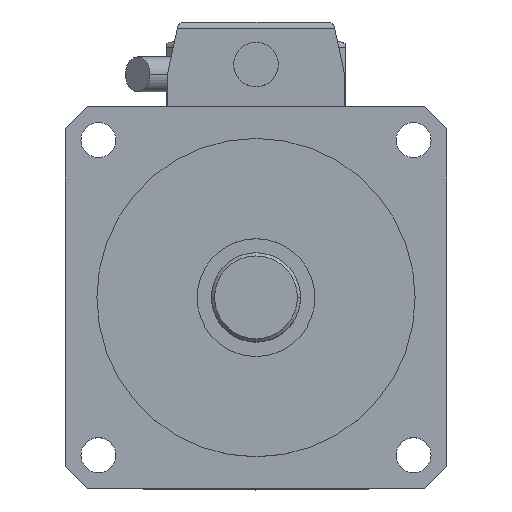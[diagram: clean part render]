
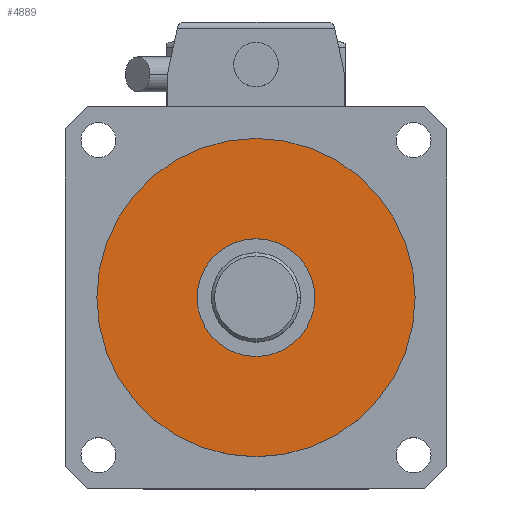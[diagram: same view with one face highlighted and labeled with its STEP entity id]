
A CAD part, top view. The second image highlights one B-rep face of the part: STEP entity #4889.
In plain terms, the highlighted planar face has unit normal (0, 0, 1).
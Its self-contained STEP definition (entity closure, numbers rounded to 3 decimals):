
#259 = VERTEX_POINT ( 'NONE', #10380 ) ;
#302 = CIRCLE ( 'NONE', #7012, 9.25 ) ;
#354 = DIRECTION ( 'NONE',  ( 1., 0., 0. ) ) ;
#975 = VERTEX_POINT ( 'NONE', #2767 ) ;
#1013 = DIRECTION ( 'NONE',  ( 1., 0., 0. ) ) ;
#2041 = CARTESIAN_POINT ( 'NONE',  ( 0., 0., 41.5 ) ) ;
#2235 = VERTEX_POINT ( 'NONE', #6699 ) ;
#2344 = FACE_BOUND ( 'NONE', #2696, .T. ) ;
#2360 = CARTESIAN_POINT ( 'NONE',  ( 0., 0., 41.5 ) ) ;
#2497 = ORIENTED_EDGE ( 'NONE', *, *, #13216, .T. ) ;
#2696 = EDGE_LOOP ( 'NONE', ( #12727, #7369 ) ) ;
#2767 = CARTESIAN_POINT ( 'NONE',  ( 9.25, 0., 41.5 ) ) ;
#2855 = AXIS2_PLACEMENT_3D ( 'NONE', #2360, #10288, #3524 ) ;
#3524 = DIRECTION ( 'NONE',  ( 1., 0., 0. ) ) ;
#3630 = FACE_OUTER_BOUND ( 'NONE', #4095, .T. ) ;
#4095 = EDGE_LOOP ( 'NONE', ( #2497, #7479 ) ) ;
#4348 = DIRECTION ( 'NONE',  ( 1., 0., 0. ) ) ;
#4583 = CIRCLE ( 'NONE', #7268, 25. ) ;
#4889 = ADVANCED_FACE ( 'NONE', ( #2344, #3630 ), #6575, .T. ) ;
#4902 = DIRECTION ( 'NONE',  ( 0., 0., 1. ) ) ;
#6575 = PLANE ( 'NONE',  #9495 ) ;
#6699 = CARTESIAN_POINT ( 'NONE',  ( -25., 0., 41.5 ) ) ;
#7012 = AXIS2_PLACEMENT_3D ( 'NONE', #14463, #7809, #1013 ) ;
#7167 = CIRCLE ( 'NONE', #2855, 25. ) ;
#7188 = DIRECTION ( 'NONE',  ( 0., 0., 1. ) ) ;
#7268 = AXIS2_PLACEMENT_3D ( 'NONE', #11681, #4902, #12787 ) ;
#7369 = ORIENTED_EDGE ( 'NONE', *, *, #10037, .F. ) ;
#7479 = ORIENTED_EDGE ( 'NONE', *, *, #9874, .T. ) ;
#7716 = VERTEX_POINT ( 'NONE', #12515 ) ;
#7809 = DIRECTION ( 'NONE',  ( 0., 0., 1. ) ) ;
#8291 = CIRCLE ( 'NONE', #12737, 9.25 ) ;
#9495 = AXIS2_PLACEMENT_3D ( 'NONE', #2041, #11112, #4348 ) ;
#9874 = EDGE_CURVE ( 'NONE', #7716, #2235, #4583, .T. ) ;
#10037 = EDGE_CURVE ( 'NONE', #259, #975, #302, .T. ) ;
#10288 = DIRECTION ( 'NONE',  ( 0., 0., 1. ) ) ;
#10380 = CARTESIAN_POINT ( 'NONE',  ( -9.25, 0., 41.5 ) ) ;
#11112 = DIRECTION ( 'NONE',  ( 0., 0., 1. ) ) ;
#11393 = EDGE_CURVE ( 'NONE', #975, #259, #8291, .T. ) ;
#11681 = CARTESIAN_POINT ( 'NONE',  ( 0., 0., 41.5 ) ) ;
#12515 = CARTESIAN_POINT ( 'NONE',  ( 25., 0., 41.5 ) ) ;
#12727 = ORIENTED_EDGE ( 'NONE', *, *, #11393, .F. ) ;
#12737 = AXIS2_PLACEMENT_3D ( 'NONE', #13833, #7188, #354 ) ;
#12787 = DIRECTION ( 'NONE',  ( 1., 0., 0. ) ) ;
#13216 = EDGE_CURVE ( 'NONE', #2235, #7716, #7167, .T. ) ;
#13833 = CARTESIAN_POINT ( 'NONE',  ( 0., 0., 41.5 ) ) ;
#14463 = CARTESIAN_POINT ( 'NONE',  ( 0., 0., 41.5 ) ) ;
